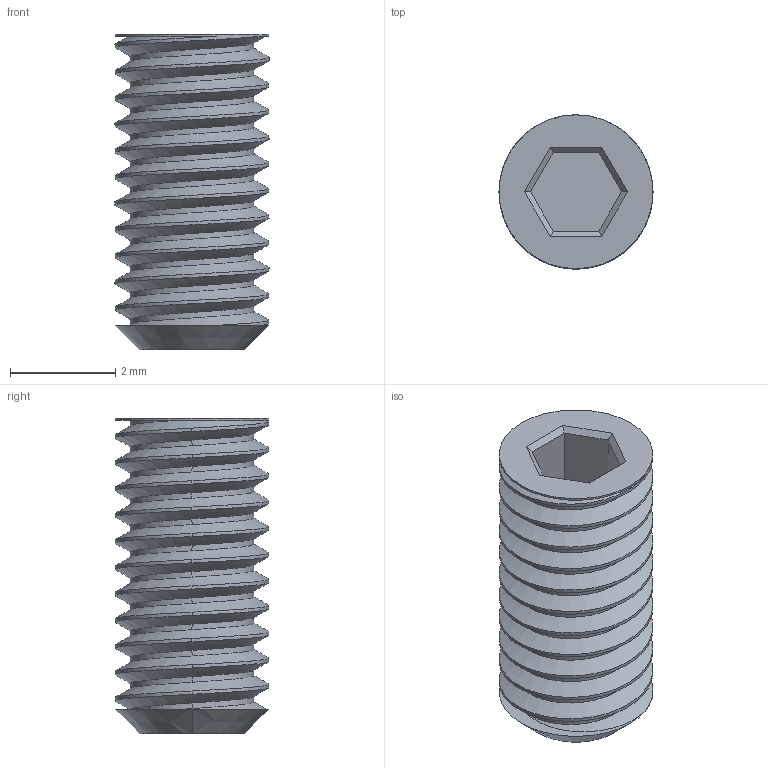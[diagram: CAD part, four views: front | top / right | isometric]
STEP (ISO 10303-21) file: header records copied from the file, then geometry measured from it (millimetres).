
FILE_DESCRIPTION (( 'STEP AP214' ), '1' );
FILE_NAME ('M3x6.0.step', '2023-05-17T11:18:03', ( '' ), ( '' ), 'SwSTEP 2.0', 'SolidWorks 2022', '' );
FILE_SCHEMA (( 'AUTOMOTIVE_DESIGN' ));
Length unit declared in the file: millimetre
Products named in the file (1): M3x6.0
Bounding box: 2.93 x 2.93 x 6 mm (x, y, z)
Volume: 29.4 mm3; surface area: 100.1 mm2
Topology: 1 solids, 1 shells, 69 faces, 190 edges, 124 vertices
Faces by surface type: cylinder 48, plane 17, cone 2, bspline 2
Entity records: 4252 total; most frequent: CARTESIAN_POINT 2648, ORIENTED_EDGE 380, DIRECTION 243, EDGE_CURVE 190, VERTEX_POINT 124, B_SPLINE_CURVE_WITH_KNOTS 97, AXIS2_PLACEMENT_3D 82, LINE 79
